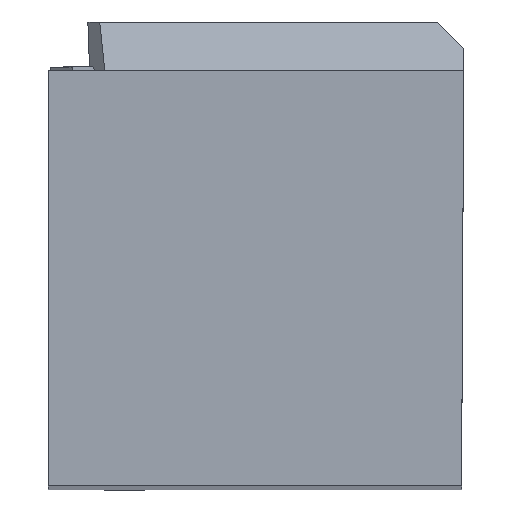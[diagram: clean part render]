
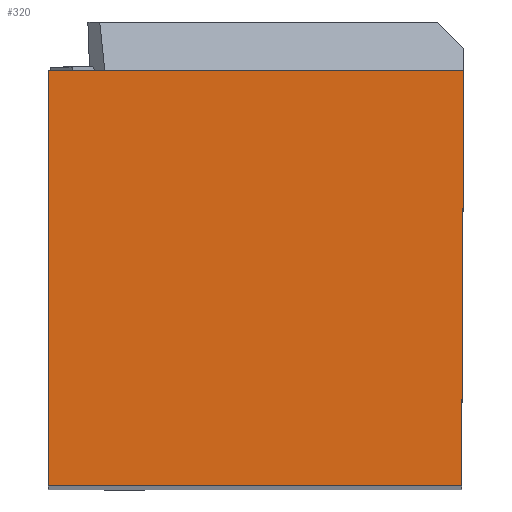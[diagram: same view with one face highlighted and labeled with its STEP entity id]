
A CAD part, top view. The second image highlights one B-rep face of the part: STEP entity #320.
In plain terms, the highlighted planar face has unit normal (0, 0, 1).
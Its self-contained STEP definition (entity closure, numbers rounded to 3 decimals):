
#320=ADVANCED_FACE('BLANK_BOXF006',(#491),#437,.F.);
#437=PLANE('',#2190);
#491=FACE_OUTER_BOUND('',#608,.T.);
#608=EDGE_LOOP('',(#761,#762,#763,#764));
#761=ORIENTED_EDGE('',*,*,#1529,.T.);
#762=ORIENTED_EDGE('',*,*,#1531,.T.);
#763=ORIENTED_EDGE('',*,*,#1525,.T.);
#764=ORIENTED_EDGE('',*,*,#1532,.F.);
#1333=VERTEX_POINT('',#2969);
#1335=VERTEX_POINT('',#2973);
#1338=VERTEX_POINT('',#2982);
#1339=VERTEX_POINT('',#2984);
#1525=EDGE_CURVE('',#1333,#1335,#1822,.T.);
#1529=EDGE_CURVE('',#1339,#1338,#1826,.T.);
#1531=EDGE_CURVE('',#1338,#1333,#1828,.T.);
#1532=EDGE_CURVE('',#1339,#1335,#1829,.T.);
#1822=LINE('',#2974,#1972);
#1826=LINE('',#2983,#1976);
#1828=LINE('',#2987,#1978);
#1829=LINE('',#2988,#1979);
#1972=VECTOR('',#2416,1.);
#1976=VECTOR('',#2424,1.);
#1978=VECTOR('',#2428,1.);
#1979=VECTOR('',#2429,1.);
#2190=AXIS2_PLACEMENT_3D('',#2989,#2430,#2431);
#2416=DIRECTION('',(0.005,1.,0.));
#2424=DIRECTION('',(0.,-1.,0.));
#2428=DIRECTION('',(1.,0.,0.));
#2429=DIRECTION('',(1.,0.,0.));
#2430=DIRECTION('',(0.,0.,-1.));
#2431=DIRECTION('',(1.,0.,0.));
#2969=CARTESIAN_POINT('',(-0.13,0.,0.));
#2973=CARTESIAN_POINT('',(0.,24.875,0.));
#2974=CARTESIAN_POINT('',(0.016,27.838,0.));
#2982=CARTESIAN_POINT('',(-24.875,0.,0.));
#2983=CARTESIAN_POINT('',(-24.875,28.,0.));
#2984=CARTESIAN_POINT('',(-24.875,24.875,0.));
#2987=CARTESIAN_POINT('',(-50.,0.,0.));
#2988=CARTESIAN_POINT('',(-50.,24.875,0.));
#2989=CARTESIAN_POINT('',(-30.875,28.,0.));
